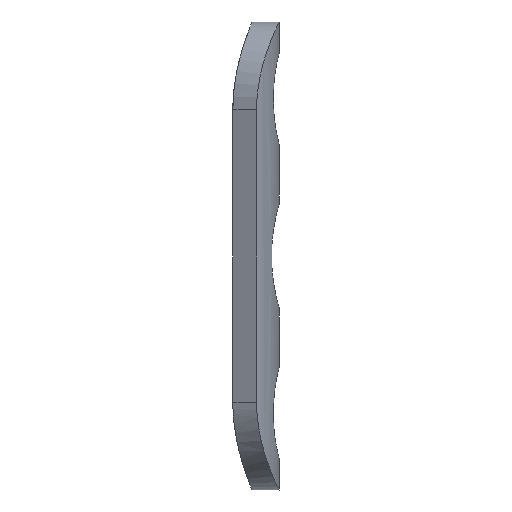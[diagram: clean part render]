
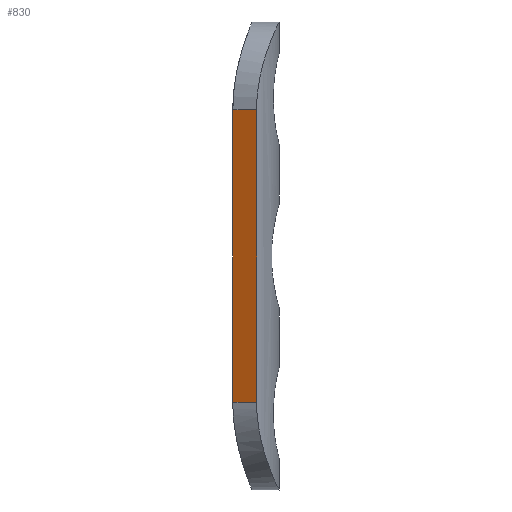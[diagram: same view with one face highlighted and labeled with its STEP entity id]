
A CAD part, left-side view. The second image highlights one B-rep face of the part: STEP entity #830.
In plain terms, the highlighted planar face has unit normal (-0.876, 0.482, 0).
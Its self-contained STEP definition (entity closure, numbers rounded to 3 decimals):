
#81 = DIRECTION ( 'NONE',  ( 0., 0., 1. ) ) ;
#117 = EDGE_LOOP ( 'NONE', ( #297, #204, #308, #1840 ) ) ;
#137 = CARTESIAN_POINT ( 'NONE',  ( -12., -0.618, 20. ) ) ;
#139 = VERTEX_POINT ( 'NONE', #1033 ) ;
#204 = ORIENTED_EDGE ( 'NONE', *, *, #1546, .T. ) ;
#225 = CARTESIAN_POINT ( 'NONE',  ( -10.217, 2.624, -20. ) ) ;
#238 = DIRECTION ( 'NONE',  ( 0.482, 0.876, 0. ) ) ;
#249 = CARTESIAN_POINT ( 'NONE',  ( -12., -0.618, 0. ) ) ;
#286 = EDGE_CURVE ( 'NONE', #1422, #1874, #499, .T. ) ;
#297 = ORIENTED_EDGE ( 'NONE', *, *, #494, .F. ) ;
#308 = ORIENTED_EDGE ( 'NONE', *, *, #967, .T. ) ;
#366 = LINE ( 'NONE', #653, #1298 ) ;
#401 = PLANE ( 'NONE',  #1517 ) ;
#471 = VECTOR ( 'NONE', #238, 1000. ) ;
#494 = EDGE_CURVE ( 'NONE', #139, #1422, #529, .T. ) ;
#499 = LINE ( 'NONE', #1245, #1476 ) ;
#529 = LINE ( 'NONE', #1539, #471 ) ;
#583 = CARTESIAN_POINT ( 'NONE',  ( -12., -0.618, 20. ) ) ;
#653 = CARTESIAN_POINT ( 'NONE',  ( -12., -0.618, 37. ) ) ;
#684 = DIRECTION ( 'NONE',  ( -0.876, 0.482, 0. ) ) ;
#767 = CARTESIAN_POINT ( 'NONE',  ( -10.217, 2.624, 20. ) ) ;
#830 = ADVANCED_FACE ( 'NONE', ( #1409 ), #401, .T. ) ;
#947 = DIRECTION ( 'NONE',  ( 0., 0., -1. ) ) ;
#967 = EDGE_CURVE ( 'NONE', #1742, #1874, #1758, .T. ) ;
#1022 = DIRECTION ( 'NONE',  ( 0.482, 0.876, 0. ) ) ;
#1033 = CARTESIAN_POINT ( 'NONE',  ( -12., -0.618, -20. ) ) ;
#1245 = CARTESIAN_POINT ( 'NONE',  ( -10.217, 2.624, 37. ) ) ;
#1298 = VECTOR ( 'NONE', #1522, 1000. ) ;
#1409 = FACE_OUTER_BOUND ( 'NONE', #117, .T. ) ;
#1422 = VERTEX_POINT ( 'NONE', #225 ) ;
#1476 = VECTOR ( 'NONE', #81, 1000. ) ;
#1517 = AXIS2_PLACEMENT_3D ( 'NONE', #249, #684, #947 ) ;
#1522 = DIRECTION ( 'NONE',  ( 0., 0., 1. ) ) ;
#1539 = CARTESIAN_POINT ( 'NONE',  ( -12., -0.618, -20. ) ) ;
#1546 = EDGE_CURVE ( 'NONE', #139, #1742, #366, .T. ) ;
#1637 = VECTOR ( 'NONE', #1022, 1000. ) ;
#1742 = VERTEX_POINT ( 'NONE', #583 ) ;
#1758 = LINE ( 'NONE', #137, #1637 ) ;
#1840 = ORIENTED_EDGE ( 'NONE', *, *, #286, .F. ) ;
#1874 = VERTEX_POINT ( 'NONE', #767 ) ;
